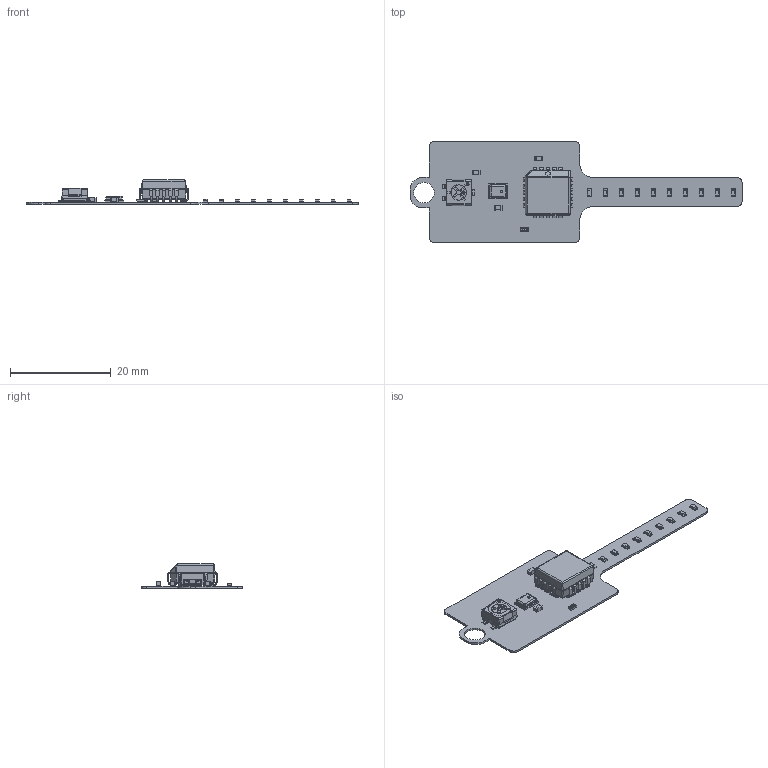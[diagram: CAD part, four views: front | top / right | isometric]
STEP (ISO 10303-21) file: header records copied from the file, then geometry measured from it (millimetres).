
FILE_DESCRIPTION(('Open CASCADE Model'),'2;1');
FILE_NAME('Open CASCADE Shape Model','2024-04-10T04:20:57',('Author'),( 'Open CASCADE'),'Open CASCADE STEP processor 7.5','Open CASCADE 7.5' ,'Unknown');
FILE_SCHEMA(('AUTOMOTIVE_DESIGN { 1 0 10303 214 1 1 1 1 }'));
Length unit declared in the file: millimetre
Products named in the file (47): PCB; Board; Open CASCADE STEP translator 7.5 1.1.1; D10; LED 0603 Lens RED; LED 0603 Base RED; D9; D8; LED 0603 Base YELLOW; LED 0603 Lens YELLOW; D7; D6; LED 0603 Base GREEN; LED 0603 Lens GREEN; D5; D4; LED 0603 Lens BLUE; LED 0603 Base BLUE; D3; D2; LED 0603 Lens WHITE; 5736062480; Extruded; D1; C3; 0603 cap; C2; R1; 0603 resistor; C1; R2; 11102582592; 3931300; 3936101; 3931000; R販stance; substrat seul; 3933400; 3935201-L; MK1 ...
Assembly tree (77 placements, depth 5):
  PCB
    Board
      Open CASCADE STEP translator 7.5 1.1.1
    D10
      LED 0603 Lens RED
      LED 0603 Base RED
    D9
      LED 0603 Lens RED
      LED 0603 Base RED
    D8
      LED 0603 Base YELLOW
      LED 0603 Lens YELLOW
    D7
      LED 0603 Base YELLOW
      LED 0603 Lens YELLOW
    D6
      LED 0603 Base GREEN
      LED 0603 Lens GREEN
    D5
      LED 0603 Base GREEN
      LED 0603 Lens GREEN
    D4
      LED 0603 Lens BLUE
      LED 0603 Base BLUE
    D3
      LED 0603 Lens BLUE
      LED 0603 Base BLUE
    D2
      LED 0603 Lens WHITE
      5736062480
        Extruded
    D1
      LED 0603 Lens WHITE
      5736062480
        Extruded
    C3
      0603 cap
    C2
      0603 cap
    R1
      0603 resistor
    C1
      0603 cap
    R2
      11102582592
        3931300
        3936101
        3931000
        R販stance
          substrat seul
          3933400
        3935201-L
    MK1
      7176783968
    IC1
      7046170912
        BODY-TOP-PLCC
        BODY-MIDDLE-PLCC
        BODY-BOTTOM-PLCC
        LEAD-PLCC  x20
Bounding box: 66.04 x 20.07 x 4.81 mm (x, y, z)
Volume: 691.1 mm3; surface area: 2880 mm2
Topology: 72 solids, 72 shells, 1564 faces, 4019 edges, 2534 vertices
Faces by surface type: plane 943, cylinder 468, sphere 100, bspline 20, cone 19, torus 14
Full cylindrical faces by diameter (mm): 0.45 x1, 3 x1, 3.1 x1, 3.2 x1, 3.7 x1, 3.9 x1, 4.072 x1
Entity records: 32654 total; most frequent: CARTESIAN_POINT 6252, DIRECTION 4921, ORIENTED_EDGE 4854, EDGE_CURVE 2427, LINE 1717, VECTOR 1717, AXIS2_PLACEMENT_3D 1602, VERTEX_POINT 1572
